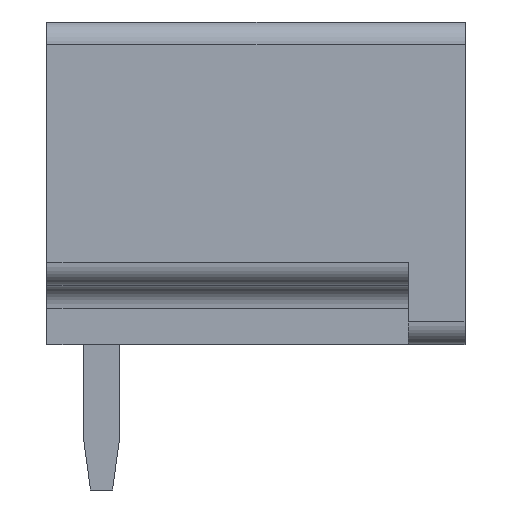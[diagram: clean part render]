
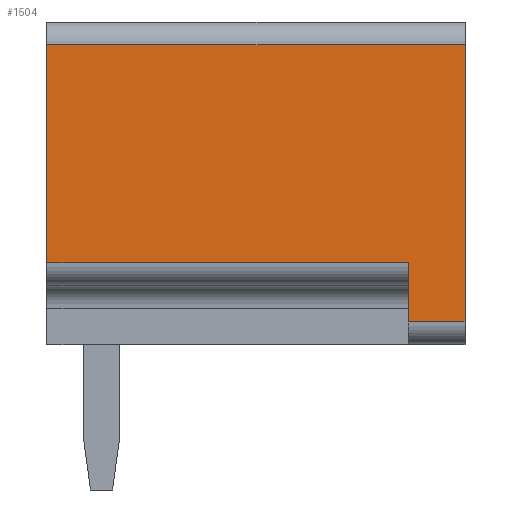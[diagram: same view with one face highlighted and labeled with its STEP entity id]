
A CAD part, left-side view. The second image highlights one B-rep face of the part: STEP entity #1504.
In plain terms, the highlighted planar face has unit normal (-1, 0, 0).
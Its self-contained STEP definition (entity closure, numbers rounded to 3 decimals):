
#1468=AXIS2_PLACEMENT_3D('Plane Axis2P3D',#1465,#1466,#1467) ;
#188=CARTESIAN_POINT('Vertex',(0.,0.,9.8)) ;
#191=CARTESIAN_POINT('Line Origine',(0.,0.,6.75)) ;
#195=CARTESIAN_POINT('Vertex',(0.,0.,3.7)) ;
#1446=CARTESIAN_POINT('Line Origine',(0.,4.6,9.8)) ;
#1450=CARTESIAN_POINT('Vertex',(0.,9.2,9.8)) ;
#1465=CARTESIAN_POINT('Axis2P3D Location',(0.,0.,3.7)) ;
#1470=CARTESIAN_POINT('Line Origine',(0.,0.625,3.7)) ;
#1474=CARTESIAN_POINT('Vertex',(0.,1.25,3.7)) ;
#1477=CARTESIAN_POINT('Line Origine',(0.,9.2,7.4)) ;
#1481=CARTESIAN_POINT('Vertex',(0.,9.2,5.)) ;
#1484=CARTESIAN_POINT('Line Origine',(0.,5.225,5.)) ;
#1488=CARTESIAN_POINT('Vertex',(0.,1.25,5.)) ;
#1491=CARTESIAN_POINT('Line Origine',(0.,1.25,4.35)) ;
#192=DIRECTION('Vector Direction',(0.,0.,1.)) ;
#1447=DIRECTION('Vector Direction',(0.,1.,0.)) ;
#1466=DIRECTION('Axis2P3D Direction',(-1.,0.,0.)) ;
#1467=DIRECTION('Axis2P3D XDirection',(0.,0.,1.)) ;
#1471=DIRECTION('Vector Direction',(0.,1.,0.)) ;
#1478=DIRECTION('Vector Direction',(0.,0.,1.)) ;
#1485=DIRECTION('Vector Direction',(0.,1.,0.)) ;
#1492=DIRECTION('Vector Direction',(0.,0.,-1.)) ;
#193=VECTOR('Line Direction',#192,1.) ;
#1448=VECTOR('Line Direction',#1447,1.) ;
#1472=VECTOR('Line Direction',#1471,1.) ;
#1479=VECTOR('Line Direction',#1478,1.) ;
#1486=VECTOR('Line Direction',#1485,1.) ;
#1493=VECTOR('Line Direction',#1492,1.) ;
#1497=ORIENTED_EDGE('',*,*,#1476,.F.) ;
#1498=ORIENTED_EDGE('',*,*,#197,.T.) ;
#1499=ORIENTED_EDGE('',*,*,#1452,.T.) ;
#1500=ORIENTED_EDGE('',*,*,#1483,.F.) ;
#1501=ORIENTED_EDGE('',*,*,#1490,.F.) ;
#1502=ORIENTED_EDGE('',*,*,#1495,.T.) ;
#1504=ADVANCED_FACE('Housing',(#1503),#1469,.T.) ;
#197=EDGE_CURVE('',#196,#189,#194,.T.) ;
#1452=EDGE_CURVE('',#189,#1451,#1449,.T.) ;
#1476=EDGE_CURVE('',#196,#1475,#1473,.T.) ;
#1483=EDGE_CURVE('',#1482,#1451,#1480,.T.) ;
#1490=EDGE_CURVE('',#1489,#1482,#1487,.T.) ;
#1495=EDGE_CURVE('',#1489,#1475,#1494,.T.) ;
#1496=EDGE_LOOP('',(#1497,#1498,#1499,#1500,#1501,#1502)) ;
#1503=FACE_OUTER_BOUND('',#1496,.T.) ;
#194=LINE('Line',#191,#193) ;
#1449=LINE('Line',#1446,#1448) ;
#1473=LINE('Line',#1470,#1472) ;
#1480=LINE('Line',#1477,#1479) ;
#1487=LINE('Line',#1484,#1486) ;
#1494=LINE('Line',#1491,#1493) ;
#1469=PLANE('',#1468) ;
#189=VERTEX_POINT('',#188) ;
#196=VERTEX_POINT('',#195) ;
#1451=VERTEX_POINT('',#1450) ;
#1475=VERTEX_POINT('',#1474) ;
#1482=VERTEX_POINT('',#1481) ;
#1489=VERTEX_POINT('',#1488) ;
